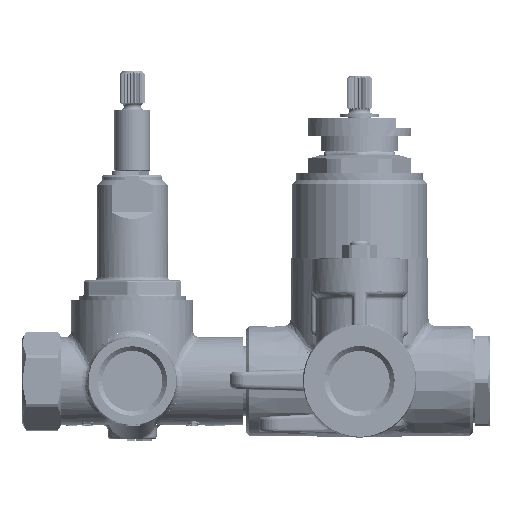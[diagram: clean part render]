
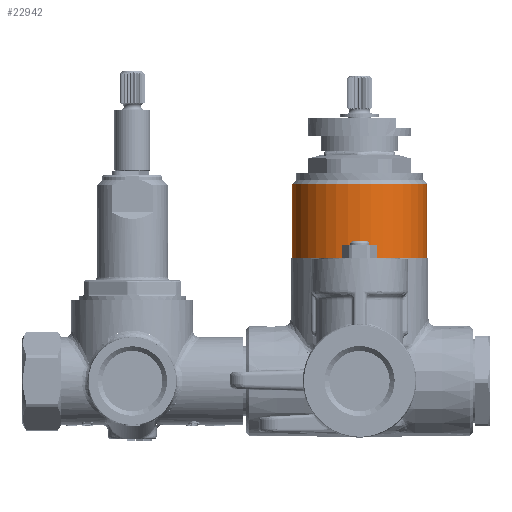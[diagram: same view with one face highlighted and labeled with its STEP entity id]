
A CAD part, left-side view. The second image highlights one B-rep face of the part: STEP entity #22942.
In plain terms, the highlighted cylindrical face has radius 20.85 mm (diameter 41.7 mm), a partial arc.
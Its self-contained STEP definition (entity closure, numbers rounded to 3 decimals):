
#22903=CARTESIAN_POINT('Axis2P3D Location',(0.,0.,65.3)) ;
#22908=CARTESIAN_POINT('Axis2P3D Location',(0.,0.,38.)) ;
#22912=CARTESIAN_POINT('Vertex',(0.,20.85,38.)) ;
#22914=CARTESIAN_POINT('Vertex',(0.,-20.85,38.)) ;
#22917=CARTESIAN_POINT('Line Origine',(0.,-20.85,65.3)) ;
#22921=CARTESIAN_POINT('Vertex',(0.,-20.85,60.65)) ;
#22924=CARTESIAN_POINT('Axis2P3D Location',(0.,0.,60.65)) ;
#22928=CARTESIAN_POINT('Vertex',(0.,20.85,60.65)) ;
#22931=CARTESIAN_POINT('Line Origine',(0.,20.85,65.3)) ;
#22919=VECTOR('Line Direction',#22918,1.) ;
#22933=VECTOR('Line Direction',#22932,1.) ;
#22904=DIRECTION('Axis2P3D Direction',(-0.,0.,1.)) ;
#22905=DIRECTION('Axis2P3D XDirection',(0.,1.,0.)) ;
#22909=DIRECTION('Axis2P3D Direction',(-0.,0.,1.)) ;
#22918=DIRECTION('Vector Direction',(0.,0.,1.)) ;
#22925=DIRECTION('Axis2P3D Direction',(-0.,0.,1.)) ;
#22932=DIRECTION('Vector Direction',(0.,0.,1.)) ;
#22906=AXIS2_PLACEMENT_3D('Cylinder Axis2P3D',#22903,#22904,#22905) ;
#22910=AXIS2_PLACEMENT_3D('Circle Axis2P3D',#22908,#22909,$) ;
#22926=AXIS2_PLACEMENT_3D('Circle Axis2P3D',#22924,#22925,$) ;
#22920=LINE('Line',#22917,#22919) ;
#22934=LINE('Line',#22931,#22933) ;
#22911=CIRCLE('generated circle',#22910,20.85) ;
#22927=CIRCLE('generated circle',#22926,20.85) ;
#22907=CYLINDRICAL_SURFACE('generated cylinder',#22906,20.85) ;
#22916=EDGE_CURVE('',#22913,#22915,#22911,.T.) ;
#22923=EDGE_CURVE('',#22915,#22922,#22920,.T.) ;
#22930=EDGE_CURVE('',#22922,#22929,#22927,.F.) ;
#22935=EDGE_CURVE('',#22929,#22913,#22934,.F.) ;
#22937=ORIENTED_EDGE('',*,*,#22916,.T.) ;
#22938=ORIENTED_EDGE('',*,*,#22923,.T.) ;
#22939=ORIENTED_EDGE('',*,*,#22930,.T.) ;
#22940=ORIENTED_EDGE('',*,*,#22935,.T.) ;
#22936=EDGE_LOOP('',(#22937,#22938,#22939,#22940)) ;
#22913=VERTEX_POINT('',#22912) ;
#22915=VERTEX_POINT('',#22914) ;
#22922=VERTEX_POINT('',#22921) ;
#22929=VERTEX_POINT('',#22928) ;
#22942=ADVANCED_FACE('Superficie.340',(#22941),#22907,.T.) ;
#22941=FACE_OUTER_BOUND('',#22936,.T.) ;
